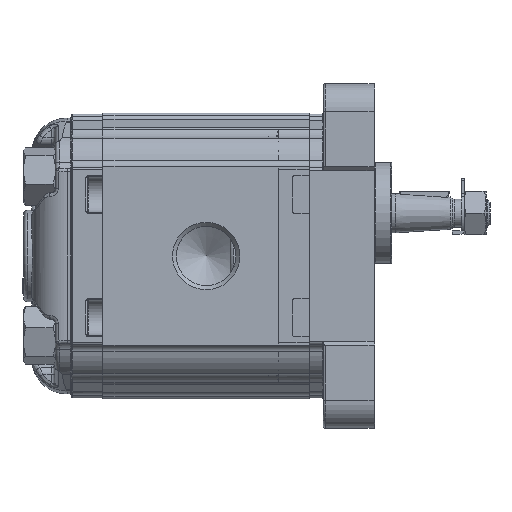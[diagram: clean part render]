
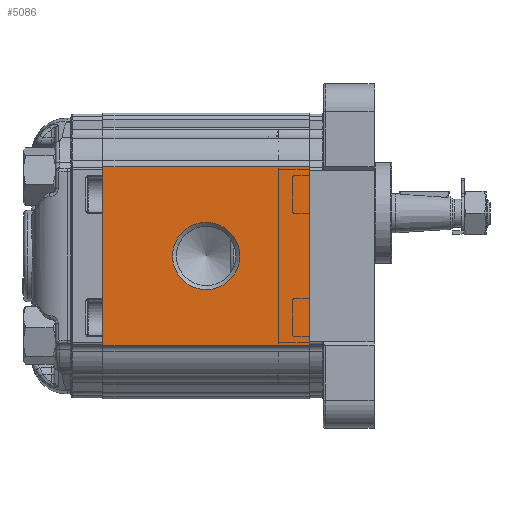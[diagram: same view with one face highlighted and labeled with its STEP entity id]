
A CAD part, left-side view. The second image highlights one B-rep face of the part: STEP entity #5086.
In plain terms, the highlighted planar face has unit normal (-1, 0, 0).
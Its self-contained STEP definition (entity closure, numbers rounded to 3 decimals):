
#5086 = ADVANCED_FACE( '', ( #10891, #10892 ), #10893, .T. );
#10891 = FACE_BOUND( '', #19814, .T. );
#10892 = FACE_OUTER_BOUND( '', #19815, .T. );
#10893 = PLANE( '', #19816 );
#19814 = EDGE_LOOP( '', ( #35503 ) );
#19815 = EDGE_LOOP( '', ( #35504, #35505, #35506, #35507 ) );
#19816 = AXIS2_PLACEMENT_3D( '', #35508, #35509, #35510 );
#35503 = ORIENTED_EDGE( '', *, *, #40672, .F. );
#35504 = ORIENTED_EDGE( '', *, *, #40138, .T. );
#35505 = ORIENTED_EDGE( '', *, *, #43412, .T. );
#35506 = ORIENTED_EDGE( '', *, *, #45039, .T. );
#35507 = ORIENTED_EDGE( '', *, *, #45596, .F. );
#35508 = CARTESIAN_POINT( '', ( -33., 128.714, 48.138 ) );
#35509 = DIRECTION( '', ( -1., 0., 0. ) );
#35510 = DIRECTION( '', ( 0., 0., 1. ) );
#40138 = EDGE_CURVE( '', #47680, #47681, #47682, .T. );
#40672 = EDGE_CURVE( '', #48581, #48581, #48582, .F. );
#43412 = EDGE_CURVE( '', #47681, #52872, #52874, .T. );
#45039 = EDGE_CURVE( '', #52872, #54929, #54930, .F. );
#45596 = EDGE_CURVE( '', #47680, #54929, #55559, .T. );
#47680 = VERTEX_POINT( '', #58807 );
#47681 = VERTEX_POINT( '', #58808 );
#47682 = LINE( '', #58809, #58810 );
#48581 = VERTEX_POINT( '', #60457 );
#48582 = CIRCLE( '', #60458, 8.475 );
#52872 = VERTEX_POINT( '', #69069 );
#52874 = LINE( '', #69071, #69072 );
#54929 = VERTEX_POINT( '', #73182 );
#54930 = LINE( '', #73183, #73184 );
#55559 = LINE( '', #74372, #74373 );
#58807 = CARTESIAN_POINT( '', ( -33., 52., -22.5 ) );
#58808 = CARTESIAN_POINT( '', ( -33., 0., -22.5 ) );
#58809 = CARTESIAN_POINT( '', ( -33., 52., -22.5 ) );
#58810 = VECTOR( '', #76574, 1000. );
#60457 = CARTESIAN_POINT( '', ( -33., 26., -8.475 ) );
#60458 = AXIS2_PLACEMENT_3D( '', #77168, #77169, #77170 );
#69069 = CARTESIAN_POINT( '', ( -33., 0., 22.5 ) );
#69071 = CARTESIAN_POINT( '', ( -33., 0., -21.711 ) );
#69072 = VECTOR( '', #80636, 1000. );
#73182 = CARTESIAN_POINT( '', ( -33., 52., 22.5 ) );
#73183 = CARTESIAN_POINT( '', ( -33., 52., 22.5 ) );
#73184 = VECTOR( '', #82242, 1000. );
#74372 = CARTESIAN_POINT( '', ( -33., 52., -21.711 ) );
#74373 = VECTOR( '', #82728, 1000. );
#76574 = DIRECTION( '', ( 0., -1., 0. ) );
#77168 = CARTESIAN_POINT( '', ( -33., 26., 0. ) );
#77169 = DIRECTION( '', ( 1., 0., 0. ) );
#77170 = DIRECTION( '', ( 0., 0., -1. ) );
#80636 = DIRECTION( '', ( 0., 0., 1. ) );
#82242 = DIRECTION( '', ( 0., -1., 0. ) );
#82728 = DIRECTION( '', ( 0., 0., 1. ) );
